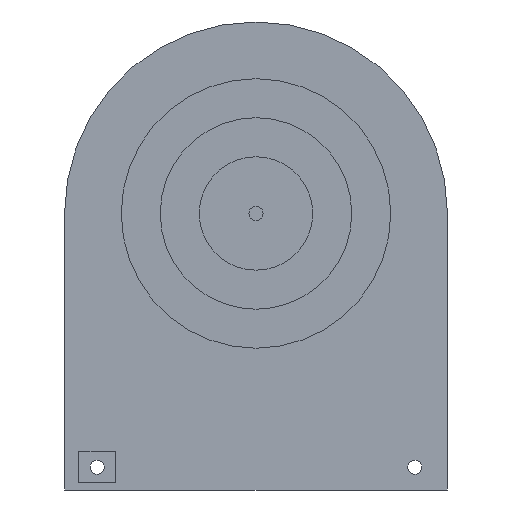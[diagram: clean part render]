
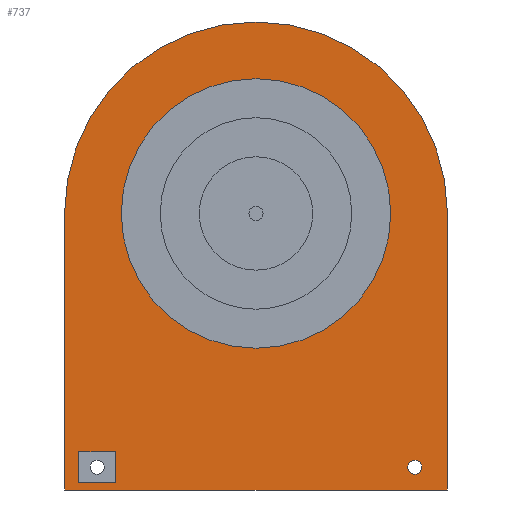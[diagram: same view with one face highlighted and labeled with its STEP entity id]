
A CAD part, front view. The second image highlights one B-rep face of the part: STEP entity #737.
In plain terms, the highlighted planar face has unit normal (0, -1, 0).
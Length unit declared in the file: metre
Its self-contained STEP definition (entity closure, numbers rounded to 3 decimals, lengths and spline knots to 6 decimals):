
#33=CIRCLE('',#834,0.0675);
#34=CIRCLE('',#839,0.0025);
#35=CIRCLE('',#840,0.0475);
#125=ORIENTED_EDGE('',*,*,#282,.F.);
#126=ORIENTED_EDGE('',*,*,#283,.F.);
#127=ORIENTED_EDGE('',*,*,#284,.T.);
#128=ORIENTED_EDGE('',*,*,#285,.T.);
#129=ORIENTED_EDGE('',*,*,#286,.F.);
#130=ORIENTED_EDGE('',*,*,#287,.F.);
#131=ORIENTED_EDGE('',*,*,#272,.T.);
#132=ORIENTED_EDGE('',*,*,#275,.T.);
#133=ORIENTED_EDGE('',*,*,#279,.T.);
#134=ORIENTED_EDGE('',*,*,#281,.F.);
#272=EDGE_CURVE('',#360,#359,#33,.T.);
#275=EDGE_CURVE('',#359,#361,#432,.T.);
#279=EDGE_CURVE('',#361,#364,#436,.T.);
#281=EDGE_CURVE('',#360,#364,#438,.T.);
#282=EDGE_CURVE('',#365,#365,#34,.T.);
#283=EDGE_CURVE('',#366,#367,#439,.T.);
#284=EDGE_CURVE('',#366,#368,#440,.T.);
#285=EDGE_CURVE('',#368,#369,#441,.T.);
#286=EDGE_CURVE('',#367,#369,#442,.T.);
#287=EDGE_CURVE('',#370,#370,#35,.T.);
#359=VERTEX_POINT('',#1168);
#360=VERTEX_POINT('',#1170);
#361=VERTEX_POINT('',#1174);
#364=VERTEX_POINT('',#1182);
#365=VERTEX_POINT('',#1189);
#366=VERTEX_POINT('',#1191);
#367=VERTEX_POINT('',#1192);
#368=VERTEX_POINT('',#1194);
#369=VERTEX_POINT('',#1196);
#370=VERTEX_POINT('',#1199);
#432=LINE('',#1175,#510);
#436=LINE('',#1183,#514);
#438=LINE('',#1186,#516);
#439=LINE('',#1190,#517);
#440=LINE('',#1193,#518);
#441=LINE('',#1195,#519);
#442=LINE('',#1197,#520);
#510=VECTOR('',#957,1.);
#514=VECTOR('',#963,1.);
#516=VECTOR('',#967,1.);
#517=VECTOR('',#972,1.);
#518=VECTOR('',#973,1.);
#519=VECTOR('',#974,1.);
#520=VECTOR('',#975,1.);
#578=EDGE_LOOP('',(#125));
#579=EDGE_LOOP('',(#126,#127,#128,#129));
#580=EDGE_LOOP('',(#130));
#581=EDGE_LOOP('',(#131,#132,#133,#134));
#642=FACE_BOUND('',#578,.T.);
#643=FACE_BOUND('',#579,.T.);
#644=FACE_BOUND('',#580,.T.);
#645=FACE_BOUND('',#581,.T.);
#698=PLANE('',#838);
#737=ADVANCED_FACE('',(#642,#643,#644,#645),#698,.T.);
#834=AXIS2_PLACEMENT_3D('',#1169,#951,#952);
#838=AXIS2_PLACEMENT_3D('',#1187,#968,#969);
#839=AXIS2_PLACEMENT_3D('',#1188,#970,#971);
#840=AXIS2_PLACEMENT_3D('',#1198,#976,#977);
#951=DIRECTION('',(0.,-1.,0.));
#952=DIRECTION('',(0.,0.,-1.));
#957=DIRECTION('',(0.,0.,-1.));
#963=DIRECTION('',(1.,0.,0.));
#967=DIRECTION('',(0.,0.,-1.));
#968=DIRECTION('',(0.,-1.,0.));
#969=DIRECTION('',(1.,0.,0.));
#970=DIRECTION('',(0.,-1.,0.));
#971=DIRECTION('',(0.,0.,-1.));
#972=DIRECTION('',(0.,0.,-1.));
#973=DIRECTION('',(1.,0.,0.));
#974=DIRECTION('',(0.,0.,-1.));
#975=DIRECTION('',(1.,0.,0.));
#976=DIRECTION('',(0.,-1.,0.));
#977=DIRECTION('',(0.,0.,-1.));
#1168=CARTESIAN_POINT('',(-0.0675,-0.0175,0.));
#1169=CARTESIAN_POINT('',(0.,-0.0175,0.));
#1170=CARTESIAN_POINT('',(0.0675,-0.0175,0.));
#1174=CARTESIAN_POINT('',(-0.0675,-0.0175,-0.0975));
#1175=CARTESIAN_POINT('',(-0.0675,-0.0175,-0.03375));
#1182=CARTESIAN_POINT('',(0.0675,-0.0175,-0.0975));
#1183=CARTESIAN_POINT('',(0.,-0.0175,-0.0975));
#1186=CARTESIAN_POINT('',(0.0675,-0.0175,-0.03375));
#1187=CARTESIAN_POINT('',(0.,-0.0175,-0.015));
#1188=CARTESIAN_POINT('',(0.056,-0.0175,-0.0895));
#1189=CARTESIAN_POINT('',(0.056,-0.0175,-0.092));
#1190=CARTESIAN_POINT('',(-0.0625,-0.0175,-0.0895));
#1191=CARTESIAN_POINT('',(-0.0625,-0.0175,-0.084));
#1192=CARTESIAN_POINT('',(-0.0625,-0.0175,-0.095));
#1193=CARTESIAN_POINT('',(-0.056,-0.0175,-0.084));
#1194=CARTESIAN_POINT('',(-0.0495,-0.0175,-0.084));
#1195=CARTESIAN_POINT('',(-0.0495,-0.0175,-0.0895));
#1196=CARTESIAN_POINT('',(-0.0495,-0.0175,-0.095));
#1197=CARTESIAN_POINT('',(-0.056,-0.0175,-0.095));
#1198=CARTESIAN_POINT('',(0.,-0.0175,0.));
#1199=CARTESIAN_POINT('',(0.,-0.0175,-0.0475));
